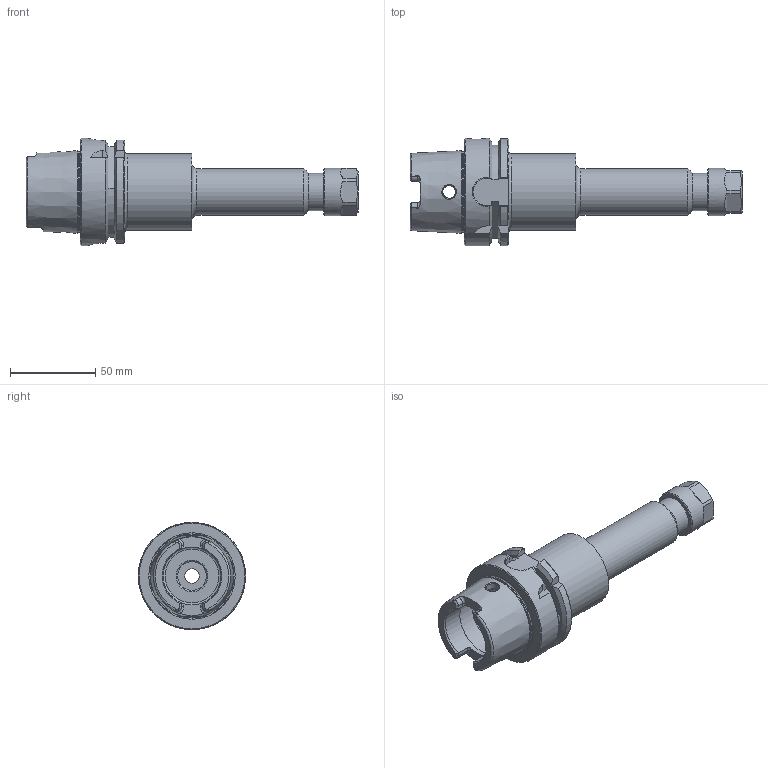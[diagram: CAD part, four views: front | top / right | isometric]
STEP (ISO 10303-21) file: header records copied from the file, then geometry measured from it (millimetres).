
FILE_DESCRIPTION((''),'2;1');
FILE_NAME('H63-16ERP642.stp','2014-08-21T10:18:39',('kaykin'),(''),'Autodesk Inventor 2012','Autodesk Inventor 2012','');
FILE_SCHEMA(('AUTOMOTIVE_DESIGN { 1 0 10303 214 1 1 1 1 }'));
Length unit declared in the file: inch
Products named in the file (4): H63-16ERP642; H63-16ER6-1; 16ERHPN
Assembly tree (3 placements, depth 3):
  H63-16ERP642
    H63-16ER6-1
      H63-16ER6-1
    16ERHPN
Bounding box: 195.07 x 63 x 63 mm (x, y, z)
Volume: 185889.2 mm3; surface area: 43464.4 mm2
Topology: 3 solids, 3 shells, 184 faces, 455 edges, 285 vertices
Faces by surface type: plane 73, cylinder 47, cone 34, torus 19, bspline 11
Full cylindrical faces by diameter (mm): 7.5 x2, 8.4 x1, 9.728 x1, 10 x1, 11.176 x1, 12.04 x1, 16.002 x1, 16.916 x1, 17.01 x1, 17.112 x1, 17.272 x1, 19.016 x1, 20.066 x1, 20.168 x1, 20.676 x1, 22 x1, 22.428 x1, 27.432 x1, 27.737 x1, 34 x2, 40 x1, 44.958 x1, 48.041 x1, 63 x1
Entity records: 6008 total; most frequent: CARTESIAN_POINT 1869, DIRECTION 779, ORIENTED_EDGE 758, EDGE_CURVE 379, AXIS2_PLACEMENT_3D 328, VERTEX_POINT 268, EDGE_LOOP 261, FACE_OUTER_BOUND 184
